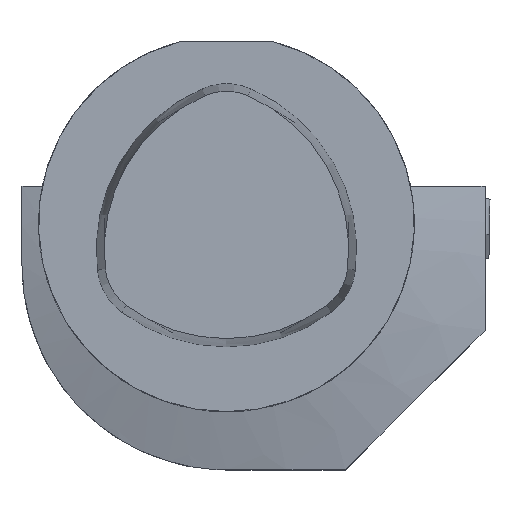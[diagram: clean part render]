
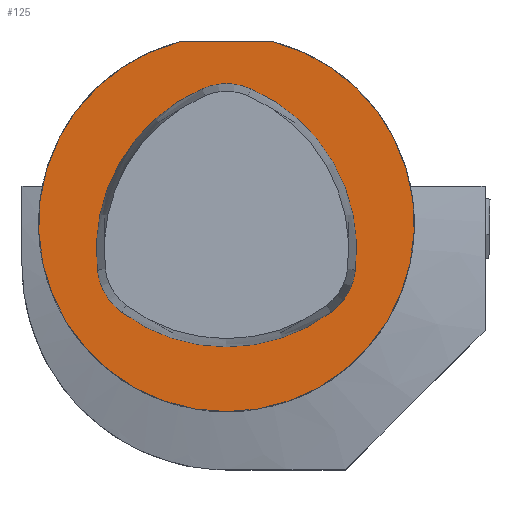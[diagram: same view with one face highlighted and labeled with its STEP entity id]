
A CAD part, top view. The second image highlights one B-rep face of the part: STEP entity #125.
In plain terms, the highlighted planar face has unit normal (0, 0, 1).
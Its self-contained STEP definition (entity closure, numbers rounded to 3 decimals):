
#96=CIRCLE('',#901,25.);
#125=ADVANCED_FACE('',(#208),#169,.T.);
#169=PLANE('',#912);
#208=FACE_OUTER_BOUND('',#260,.T.);
#260=EDGE_LOOP('',(#399,#400));
#399=ORIENTED_EDGE('',*,*,#644,.T.);
#400=ORIENTED_EDGE('',*,*,#665,.T.);
#556=VERTEX_POINT('',#1332);
#557=VERTEX_POINT('',#1334);
#644=EDGE_CURVE('',#557,#556,#96,.T.);
#665=EDGE_CURVE('',#556,#557,#751,.T.);
#751=LINE('',#1404,#825);
#825=VECTOR('',#1079,1.);
#901=AXIS2_PLACEMENT_3D('',#1333,#1048,#1049);
#912=AXIS2_PLACEMENT_3D('',#1405,#1080,#1081);
#1048=DIRECTION('',(0.,0.,1.));
#1049=DIRECTION('',(1.,0.,0.));
#1079=DIRECTION('',(-1.,0.,0.));
#1080=DIRECTION('',(0.,0.,1.));
#1081=DIRECTION('',(1.,0.,0.));
#1332=CARTESIAN_POINT('',(6.274,24.2,0.));
#1333=CARTESIAN_POINT('',(0.,0.,0.));
#1334=CARTESIAN_POINT('',(-6.274,24.2,0.));
#1404=CARTESIAN_POINT('',(0.,24.2,0.));
#1405=CARTESIAN_POINT('',(0.,0.,0.));
